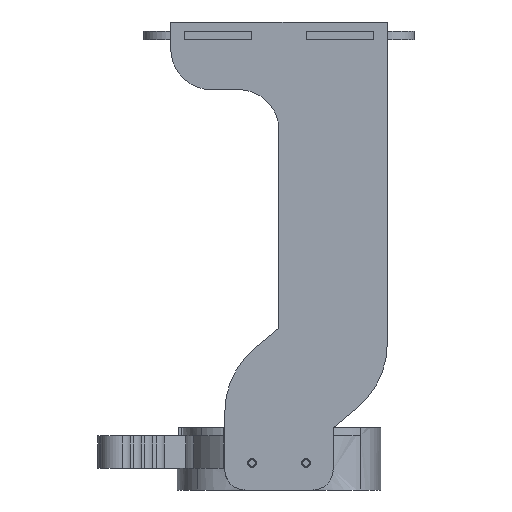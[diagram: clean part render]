
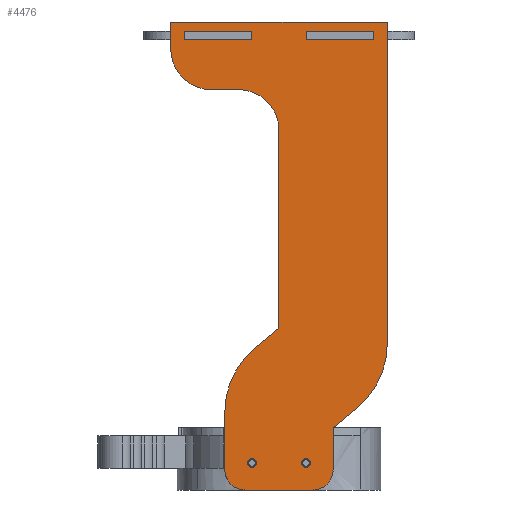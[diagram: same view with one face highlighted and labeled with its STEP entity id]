
A CAD part, front view. The second image highlights one B-rep face of the part: STEP entity #4476.
In plain terms, the highlighted planar face has unit normal (0, -1, 0).
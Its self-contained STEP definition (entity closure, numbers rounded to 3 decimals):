
#205=FACE_BOUND('',#777,.T.);
#206=FACE_BOUND('',#778,.T.);
#207=FACE_BOUND('',#779,.T.);
#208=FACE_BOUND('',#780,.T.);
#302=PLANE('',#4831);
#507=FACE_OUTER_BOUND('',#776,.T.);
#776=EDGE_LOOP('',(#3842,#3843,#3844,#3845,#3846,#3847,#3848,#3849,#3850,
#3851,#3852,#3853,#3854,#3855,#3856,#3857));
#777=EDGE_LOOP('',(#3858,#3859,#3860,#3861));
#778=EDGE_LOOP('',(#3862));
#779=EDGE_LOOP('',(#3863));
#780=EDGE_LOOP('',(#3864,#3865,#3866,#3867));
#1085=LINE('',#8643,#1483);
#1106=LINE('',#8701,#1504);
#1110=LINE('',#8711,#1508);
#1113=LINE('',#8720,#1511);
#1116=LINE('',#8726,#1514);
#1118=LINE('',#8730,#1516);
#1120=LINE('',#8734,#1518);
#1122=LINE('',#8737,#1520);
#1126=LINE('',#8750,#1524);
#1128=LINE('',#8754,#1526);
#1130=LINE('',#8758,#1528);
#1132=LINE('',#8761,#1530);
#1133=LINE('',#8763,#1531);
#1134=LINE('',#8765,#1532);
#1135=LINE('',#8767,#1533);
#1136=LINE('',#8770,#1534);
#1138=LINE('',#8774,#1536);
#1141=LINE('',#8782,#1539);
#1483=VECTOR('',#5611,10.);
#1504=VECTOR('',#5654,10.);
#1508=VECTOR('',#5664,10.);
#1511=VECTOR('',#5673,10.);
#1514=VECTOR('',#5678,10.);
#1516=VECTOR('',#5682,10.);
#1518=VECTOR('',#5686,10.);
#1520=VECTOR('',#5690,10.);
#1524=VECTOR('',#5704,10.);
#1526=VECTOR('',#5708,10.);
#1528=VECTOR('',#5712,10.);
#1530=VECTOR('',#5716,10.);
#1531=VECTOR('',#5719,10.);
#1532=VECTOR('',#5722,10.);
#1533=VECTOR('',#5725,10.);
#1534=VECTOR('',#5728,10.);
#1536=VECTOR('',#5732,10.);
#1539=VECTOR('',#5741,10.);
#1746=CIRCLE('',#4789,30.);
#1755=CIRCLE('',#4801,30.);
#1756=CIRCLE('',#4804,15.);
#1757=CIRCLE('',#4807,15.);
#1758=CIRCLE('',#4814,1.6);
#1759=CIRCLE('',#4816,1.6);
#1760=CIRCLE('',#4827,7.5);
#1761=CIRCLE('',#4830,7.5);
#2084=VERTEX_POINT('',#8630);
#2085=VERTEX_POINT('',#8631);
#2089=VERTEX_POINT('',#8641);
#2113=VERTEX_POINT('',#8693);
#2114=VERTEX_POINT('',#8694);
#2115=VERTEX_POINT('',#8699);
#2116=VERTEX_POINT('',#8703);
#2117=VERTEX_POINT('',#8705);
#2118=VERTEX_POINT('',#8709);
#2119=VERTEX_POINT('',#8713);
#2120=VERTEX_POINT('',#8714);
#2121=VERTEX_POINT('',#8719);
#2122=VERTEX_POINT('',#8723);
#2123=VERTEX_POINT('',#8725);
#2124=VERTEX_POINT('',#8729);
#2125=VERTEX_POINT('',#8733);
#2126=VERTEX_POINT('',#8739);
#2127=VERTEX_POINT('',#8743);
#2128=VERTEX_POINT('',#8747);
#2129=VERTEX_POINT('',#8749);
#2130=VERTEX_POINT('',#8753);
#2131=VERTEX_POINT('',#8757);
#2132=VERTEX_POINT('',#8769);
#2133=VERTEX_POINT('',#8773);
#2134=VERTEX_POINT('',#8777);
#2135=VERTEX_POINT('',#8781);
#2655=EDGE_CURVE('',#2084,#2085,#1746,.T.);
#2661=EDGE_CURVE('',#2084,#2089,#1085,.T.);
#2686=EDGE_CURVE('',#2113,#2114,#1755,.T.);
#2690=EDGE_CURVE('',#2113,#2115,#1106,.T.);
#2692=EDGE_CURVE('',#2116,#2117,#1756,.T.);
#2695=EDGE_CURVE('',#2116,#2118,#1110,.T.);
#2696=EDGE_CURVE('',#2119,#2120,#1757,.T.);
#2699=EDGE_CURVE('',#2121,#2120,#1113,.T.);
#2702=EDGE_CURVE('',#2123,#2122,#1116,.T.);
#2704=EDGE_CURVE('',#2124,#2123,#1118,.T.);
#2706=EDGE_CURVE('',#2125,#2124,#1120,.T.);
#2708=EDGE_CURVE('',#2122,#2125,#1122,.T.);
#2709=EDGE_CURVE('',#2126,#2126,#1758,.T.);
#2711=EDGE_CURVE('',#2127,#2127,#1759,.T.);
#2714=EDGE_CURVE('',#2129,#2128,#1126,.T.);
#2716=EDGE_CURVE('',#2130,#2129,#1128,.T.);
#2718=EDGE_CURVE('',#2131,#2130,#1130,.T.);
#2720=EDGE_CURVE('',#2128,#2131,#1132,.T.);
#2721=EDGE_CURVE('',#2118,#2085,#1133,.T.);
#2722=EDGE_CURVE('',#2119,#2117,#1134,.T.);
#2723=EDGE_CURVE('',#2115,#2121,#1135,.T.);
#2724=EDGE_CURVE('',#2132,#2114,#1136,.T.);
#2726=EDGE_CURVE('',#2133,#2132,#1138,.T.);
#2728=EDGE_CURVE('',#2134,#2133,#1760,.T.);
#2730=EDGE_CURVE('',#2135,#2134,#1141,.T.);
#2732=EDGE_CURVE('',#2089,#2135,#1761,.T.);
#3842=ORIENTED_EDGE('',*,*,#2655,.F.);
#3843=ORIENTED_EDGE('',*,*,#2661,.T.);
#3844=ORIENTED_EDGE('',*,*,#2732,.T.);
#3845=ORIENTED_EDGE('',*,*,#2730,.T.);
#3846=ORIENTED_EDGE('',*,*,#2728,.T.);
#3847=ORIENTED_EDGE('',*,*,#2726,.T.);
#3848=ORIENTED_EDGE('',*,*,#2724,.T.);
#3849=ORIENTED_EDGE('',*,*,#2686,.F.);
#3850=ORIENTED_EDGE('',*,*,#2690,.T.);
#3851=ORIENTED_EDGE('',*,*,#2723,.T.);
#3852=ORIENTED_EDGE('',*,*,#2699,.T.);
#3853=ORIENTED_EDGE('',*,*,#2696,.F.);
#3854=ORIENTED_EDGE('',*,*,#2722,.T.);
#3855=ORIENTED_EDGE('',*,*,#2692,.F.);
#3856=ORIENTED_EDGE('',*,*,#2695,.T.);
#3857=ORIENTED_EDGE('',*,*,#2721,.T.);
#3858=ORIENTED_EDGE('',*,*,#2720,.T.);
#3859=ORIENTED_EDGE('',*,*,#2718,.T.);
#3860=ORIENTED_EDGE('',*,*,#2716,.T.);
#3861=ORIENTED_EDGE('',*,*,#2714,.T.);
#3862=ORIENTED_EDGE('',*,*,#2711,.T.);
#3863=ORIENTED_EDGE('',*,*,#2709,.T.);
#3864=ORIENTED_EDGE('',*,*,#2708,.T.);
#3865=ORIENTED_EDGE('',*,*,#2706,.T.);
#3866=ORIENTED_EDGE('',*,*,#2704,.T.);
#3867=ORIENTED_EDGE('',*,*,#2702,.T.);
#4476=ADVANCED_FACE('',(#507,#205,#206,#207,#208),#302,.T.);
#4789=AXIS2_PLACEMENT_3D('',#8632,#5601,#5602);
#4801=AXIS2_PLACEMENT_3D('',#8695,#5647,#5648);
#4804=AXIS2_PLACEMENT_3D('',#8706,#5658,#5659);
#4807=AXIS2_PLACEMENT_3D('',#8715,#5667,#5668);
#4814=AXIS2_PLACEMENT_3D('',#8740,#5693,#5694);
#4816=AXIS2_PLACEMENT_3D('',#8744,#5698,#5699);
#4827=AXIS2_PLACEMENT_3D('',#8778,#5736,#5737);
#4830=AXIS2_PLACEMENT_3D('',#8785,#5745,#5746);
#4831=AXIS2_PLACEMENT_3D('',#8786,#5747,#5748);
#5601=DIRECTION('center_axis',(0.,1.,0.));
#5602=DIRECTION('ref_axis',(-0.906,0.,0.423));
#5611=DIRECTION('',(0.,0.,-1.));
#5647=DIRECTION('center_axis',(0.,1.,0.));
#5648=DIRECTION('ref_axis',(0.906,0.,-0.423));
#5654=DIRECTION('',(0.,0.,1.));
#5658=DIRECTION('center_axis',(0.,-1.,0.));
#5659=DIRECTION('ref_axis',(0.707,0.,0.707));
#5664=DIRECTION('',(0.,0.,-1.));
#5667=DIRECTION('center_axis',(0.,1.,0.));
#5668=DIRECTION('ref_axis',(-0.707,0.,-0.707));
#5673=DIRECTION('',(0.,0.,-1.));
#5678=DIRECTION('',(0.,0.,-1.));
#5682=DIRECTION('',(1.,0.,0.));
#5686=DIRECTION('',(0.,0.,1.));
#5690=DIRECTION('',(-1.,0.,0.));
#5693=DIRECTION('center_axis',(0.,1.,0.));
#5694=DIRECTION('ref_axis',(1.,0.,0.));
#5698=DIRECTION('center_axis',(0.,1.,0.));
#5699=DIRECTION('ref_axis',(1.,0.,0.));
#5704=DIRECTION('',(0.,0.,-1.));
#5708=DIRECTION('',(1.,0.,0.));
#5712=DIRECTION('',(0.,0.,1.));
#5716=DIRECTION('',(-1.,0.,0.));
#5719=DIRECTION('',(-0.766,0.,-0.643));
#5722=DIRECTION('',(1.,0.,0.));
#5725=DIRECTION('',(-1.,0.,0.));
#5728=DIRECTION('',(0.766,0.,0.643));
#5732=DIRECTION('',(0.,0.,1.));
#5736=DIRECTION('center_axis',(0.,-1.,0.));
#5737=DIRECTION('ref_axis',(0.,0.,-1.));
#5741=DIRECTION('',(1.,0.,0.));
#5745=DIRECTION('center_axis',(0.,-1.,0.));
#5746=DIRECTION('ref_axis',(-1.,0.,0.));
#5747=DIRECTION('center_axis',(0.,-1.,0.));
#5748=DIRECTION('ref_axis',(1.,0.,0.));
#8630=CARTESIAN_POINT('',(-26.712,-61.928,29.011));
#8631=CARTESIAN_POINT('',(-15.995,-61.928,51.992));
#8632=CARTESIAN_POINT('Origin',(3.288,-61.928,29.011));
#8641=CARTESIAN_POINT('',(-26.712,-61.928,7.5));
#8643=CARTESIAN_POINT('',(-26.712,-61.928,23.));
#8693=CARTESIAN_POINT('',(33.288,-61.928,53.771));
#8694=CARTESIAN_POINT('',(22.572,-61.928,30.79));
#8695=CARTESIAN_POINT('Origin',(3.288,-61.928,53.771));
#8699=CARTESIAN_POINT('',(33.288,-61.928,173.));
#8701=CARTESIAN_POINT('',(33.288,-61.928,173.));
#8703=CARTESIAN_POINT('',(-6.712,-61.928,133.));
#8705=CARTESIAN_POINT('',(-21.712,-61.928,148.));
#8706=CARTESIAN_POINT('Origin',(-21.712,-61.928,133.));
#8709=CARTESIAN_POINT('',(-6.712,-61.928,59.782));
#8711=CARTESIAN_POINT('',(-6.712,-61.928,59.782));
#8713=CARTESIAN_POINT('',(-31.712,-61.928,148.));
#8714=CARTESIAN_POINT('',(-46.712,-61.928,163.));
#8715=CARTESIAN_POINT('Origin',(-31.712,-61.928,163.));
#8719=CARTESIAN_POINT('',(-46.712,-61.928,173.));
#8720=CARTESIAN_POINT('',(-46.712,-61.928,148.));
#8723=CARTESIAN_POINT('',(-16.712,-61.928,166.5));
#8725=CARTESIAN_POINT('',(-16.712,-61.928,169.5));
#8726=CARTESIAN_POINT('',(-16.712,-61.928,169.5));
#8729=CARTESIAN_POINT('',(-41.712,-61.928,169.5));
#8730=CARTESIAN_POINT('',(-41.712,-61.928,169.5));
#8733=CARTESIAN_POINT('',(-41.712,-61.928,166.5));
#8734=CARTESIAN_POINT('',(-41.712,-61.928,166.5));
#8737=CARTESIAN_POINT('',(-16.712,-61.928,166.5));
#8739=CARTESIAN_POINT('',(1.688,-61.928,10.));
#8740=CARTESIAN_POINT('Origin',(3.288,-61.928,10.));
#8743=CARTESIAN_POINT('',(-18.312,-61.928,10.));
#8744=CARTESIAN_POINT('Origin',(-16.712,-61.928,10.));
#8747=CARTESIAN_POINT('',(28.288,-61.928,166.5));
#8749=CARTESIAN_POINT('',(28.288,-61.928,169.5));
#8750=CARTESIAN_POINT('',(28.288,-61.928,169.5));
#8753=CARTESIAN_POINT('',(3.288,-61.928,169.5));
#8754=CARTESIAN_POINT('',(3.288,-61.928,169.5));
#8757=CARTESIAN_POINT('',(3.288,-61.928,166.5));
#8758=CARTESIAN_POINT('',(3.288,-61.928,166.5));
#8761=CARTESIAN_POINT('',(28.288,-61.928,166.5));
#8763=CARTESIAN_POINT('',(-26.712,-61.928,43.));
#8765=CARTESIAN_POINT('',(-6.712,-61.928,148.));
#8767=CARTESIAN_POINT('',(-46.712,-61.928,173.));
#8769=CARTESIAN_POINT('',(13.288,-61.928,23.));
#8770=CARTESIAN_POINT('',(33.288,-61.928,39.782));
#8773=CARTESIAN_POINT('',(13.288,-61.928,7.5));
#8774=CARTESIAN_POINT('',(13.288,-61.928,7.5));
#8777=CARTESIAN_POINT('',(5.788,-61.928,0.));
#8778=CARTESIAN_POINT('Origin',(5.788,-61.928,7.5));
#8781=CARTESIAN_POINT('',(-19.212,-61.928,0.));
#8782=CARTESIAN_POINT('',(-19.212,-61.928,0.));
#8785=CARTESIAN_POINT('Origin',(-19.212,-61.928,7.5));
#8786=CARTESIAN_POINT('Origin',(-6.712,-61.928,86.5));
